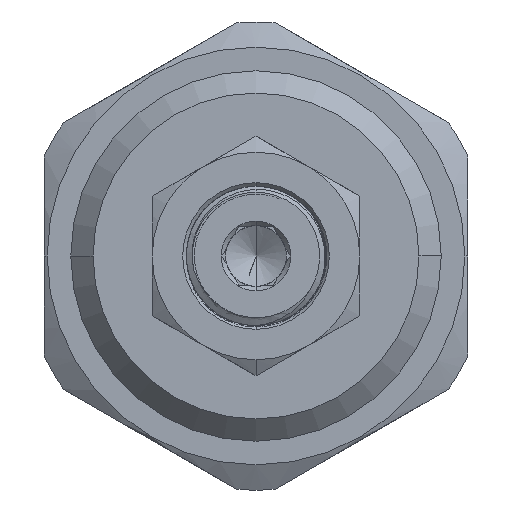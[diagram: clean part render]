
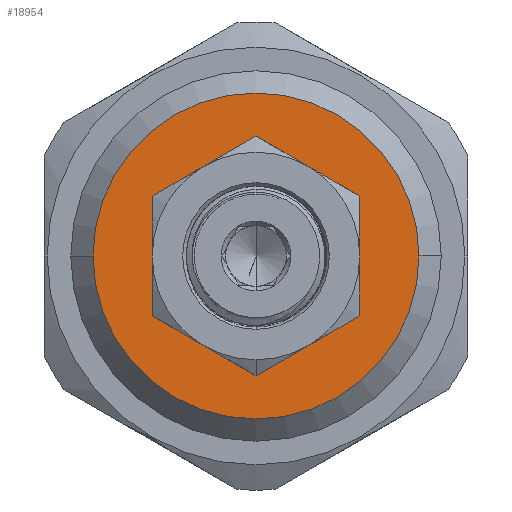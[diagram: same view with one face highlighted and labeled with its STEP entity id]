
A CAD part, left-side view. The second image highlights one B-rep face of the part: STEP entity #18954.
In plain terms, the highlighted planar face has unit normal (-1, 0, 0).
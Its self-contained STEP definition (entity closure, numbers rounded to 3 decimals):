
#421 = FACE_BOUND ( 'NONE', #6268, .T. ) ;
#518 = CIRCLE ( 'NONE', #13283, 4.88 ) ;
#523 = FACE_OUTER_BOUND ( 'NONE', #6074, .T. ) ;
#661 = CIRCLE ( 'NONE', #824, 11. ) ;
#824 = AXIS2_PLACEMENT_3D ( 'NONE', #17991, #17989, #17987 ) ;
#890 = AXIS2_PLACEMENT_3D ( 'NONE', #5519, #5253, #5255 ) ;
#934 = AXIS2_PLACEMENT_3D ( 'NONE', #3364, #3324, #3218 ) ;
#2078 = ORIENTED_EDGE ( 'NONE', *, *, #12468, .T. ) ;
#2488 = VERTEX_POINT ( 'NONE', #16102 ) ;
#2501 = ORIENTED_EDGE ( 'NONE', *, *, #12233, .F. ) ;
#2611 = ORIENTED_EDGE ( 'NONE', *, *, #12096, .T. ) ;
#2642 = VERTEX_POINT ( 'NONE', #15671 ) ;
#2805 = VERTEX_POINT ( 'NONE', #15939 ) ;
#2823 = VERTEX_POINT ( 'NONE', #15955 ) ;
#2826 = ORIENTED_EDGE ( 'NONE', *, *, #12646, .F. ) ;
#3218 = DIRECTION ( 'NONE',  ( 0., 0., -1. ) ) ;
#3324 = DIRECTION ( 'NONE',  ( -1., 0., 0. ) ) ;
#3364 = CARTESIAN_POINT ( 'NONE',  ( 31.062, 0., 0. ) ) ;
#5253 = DIRECTION ( 'NONE',  ( -1., 0., 0. ) ) ;
#5255 = DIRECTION ( 'NONE',  ( 0., 1., 0. ) ) ;
#5320 = CARTESIAN_POINT ( 'NONE',  ( 31.062, 0., 0. ) ) ;
#5322 = DIRECTION ( 'NONE',  ( -1., 0., 0. ) ) ;
#5324 = DIRECTION ( 'NONE',  ( 0., 0., -1. ) ) ;
#5519 = CARTESIAN_POINT ( 'NONE',  ( 31.062, 0., 0. ) ) ;
#6074 = EDGE_LOOP ( 'NONE', ( #2611, #2078 ) ) ;
#6268 = EDGE_LOOP ( 'NONE', ( #2826, #2501 ) ) ;
#7416 = CARTESIAN_POINT ( 'NONE',  ( 31.062, 0., 0. ) ) ;
#7419 = PLANE ( 'NONE',  #13044 ) ;
#7421 = DIRECTION ( 'NONE',  ( -1., 0., 0. ) ) ;
#7422 = DIRECTION ( 'NONE',  ( 0., 1., 0. ) ) ;
#12096 = EDGE_CURVE ( 'NONE', #2642, #2805, #17198, .T. ) ;
#12233 = EDGE_CURVE ( 'NONE', #2823, #2488, #12838, .T. ) ;
#12468 = EDGE_CURVE ( 'NONE', #2805, #2642, #661, .T. ) ;
#12646 = EDGE_CURVE ( 'NONE', #2488, #2823, #518, .T. ) ;
#12838 = CIRCLE ( 'NONE', #934, 4.88 ) ;
#13044 = AXIS2_PLACEMENT_3D ( 'NONE', #7416, #7421, #7422 ) ;
#13283 = AXIS2_PLACEMENT_3D ( 'NONE', #5320, #5322, #5324 ) ;
#15671 = CARTESIAN_POINT ( 'NONE',  ( 31.062, -11., 0. ) ) ;
#15939 = CARTESIAN_POINT ( 'NONE',  ( 31.062, 11., 0. ) ) ;
#15955 = CARTESIAN_POINT ( 'NONE',  ( 31.062, 0., 4.88 ) ) ;
#16102 = CARTESIAN_POINT ( 'NONE',  ( 31.062, 0., -4.88 ) ) ;
#17198 = CIRCLE ( 'NONE', #890, 11. ) ;
#17987 = DIRECTION ( 'NONE',  ( 0., 1., 0. ) ) ;
#17989 = DIRECTION ( 'NONE',  ( -1., 0., 0. ) ) ;
#17991 = CARTESIAN_POINT ( 'NONE',  ( 31.062, 0., 0. ) ) ;
#18954 = ADVANCED_FACE ( 'NONE', ( #421, #523 ), #7419, .T. ) ;
